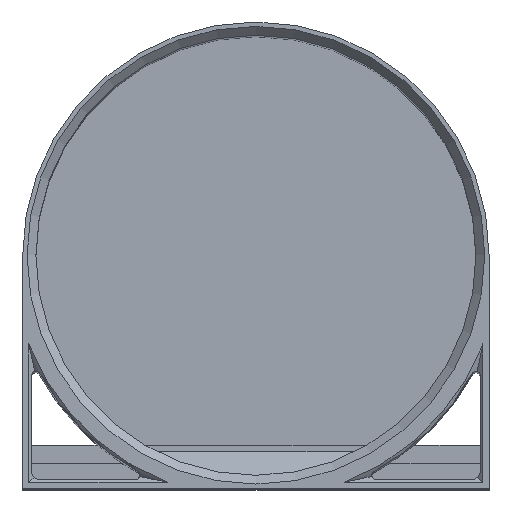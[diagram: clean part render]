
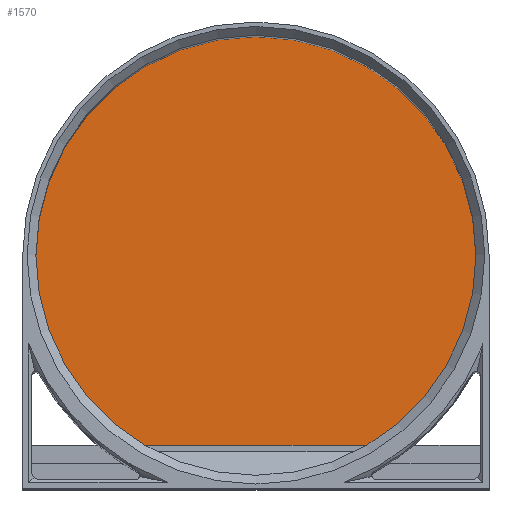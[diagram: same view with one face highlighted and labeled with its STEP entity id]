
A CAD part, top view. The second image highlights one B-rep face of the part: STEP entity #1570.
In plain terms, the highlighted planar face has unit normal (0, 0, 1).
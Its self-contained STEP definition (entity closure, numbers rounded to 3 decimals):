
#960=CARTESIAN_POINT('',(25.,-0.,4.));
#961=VERTEX_POINT('',#960);
#976=CARTESIAN_POINT('',(0.,0.,4.));
#977=DIRECTION('',(0.,0.,1.));
#978=DIRECTION('',(1.,0.,-0.));
#979=AXIS2_PLACEMENT_3D('',#976,#977,#978);
#980=CIRCLE('',#979,25.);
#981=EDGE_CURVE('',#961,#961,#980,.T.);
#1562=CARTESIAN_POINT('',(0.,0.,4.));
#1563=DIRECTION('',(0.,0.,1.));
#1564=DIRECTION('',(1.,0.,0.));
#1565=AXIS2_PLACEMENT_3D('',#1562,#1563,#1564);
#1566=PLANE('',#1565);
#1567=ORIENTED_EDGE('',*,*,#981,.T.);
#1568=EDGE_LOOP('',(#1567));
#1569=FACE_BOUND('',#1568,.T.);
#1570=ADVANCED_FACE('',(#1569),#1566,.T.);
